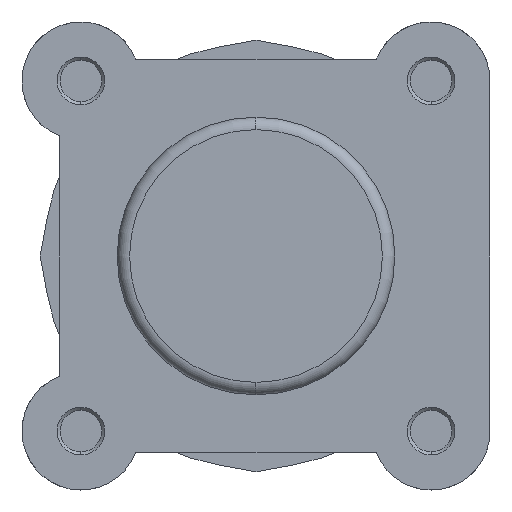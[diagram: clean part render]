
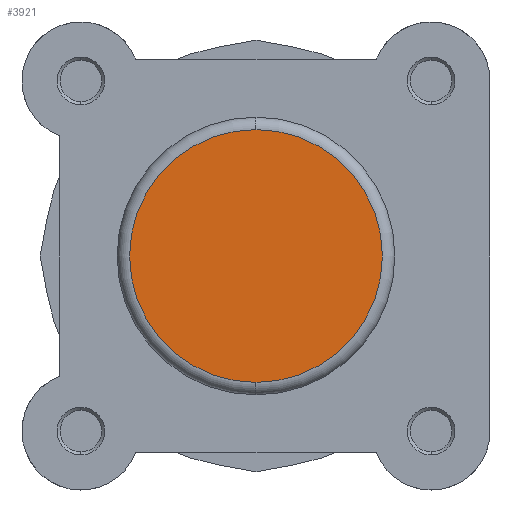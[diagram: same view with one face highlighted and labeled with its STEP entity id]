
A CAD part, left-side view. The second image highlights one B-rep face of the part: STEP entity #3921.
In plain terms, the highlighted planar face has unit normal (-1, 0, 0).
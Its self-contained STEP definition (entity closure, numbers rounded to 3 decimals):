
#32 = VERTEX_POINT ( 'NONE', #168 ) ;
#65 = VERTEX_POINT ( 'NONE', #201 ) ;
#168 = CARTESIAN_POINT ( 'NONE',  ( 0., 0., -20.4 ) ) ;
#201 = CARTESIAN_POINT ( 'NONE',  ( 0., 0., 20.4 ) ) ;
#749 = CARTESIAN_POINT ( 'NONE',  ( 0., 0., 0. ) ) ;
#750 = DIRECTION ( 'NONE',  ( -1., 0., 0. ) ) ;
#751 = DIRECTION ( 'NONE',  ( 0., 0., -1. ) ) ;
#885 = CARTESIAN_POINT ( 'NONE',  ( 0., 0., 0. ) ) ;
#892 = DIRECTION ( 'NONE',  ( -1., 0., 0. ) ) ;
#893 = DIRECTION ( 'NONE',  ( 0., 0., -1. ) ) ;
#1565 = EDGE_CURVE ( 'NONE', #65, #32, #4674, .T. ) ;
#1620 = EDGE_CURVE ( 'NONE', #32, #65, #4750, .T. ) ;
#1927 = AXIS2_PLACEMENT_3D ( 'NONE', #749, #750, #751 ) ;
#1957 = AXIS2_PLACEMENT_3D ( 'NONE', #885, #892, #893 ) ;
#2193 = AXIS2_PLACEMENT_3D ( 'NONE', #3349, #3352, #3353 ) ;
#2486 = EDGE_LOOP ( 'NONE', ( #5730, #5650 ) ) ;
#3349 = CARTESIAN_POINT ( 'NONE',  ( 0., 0., 0. ) ) ;
#3350 = PLANE ( 'NONE',  #2193 ) ;
#3352 = DIRECTION ( 'NONE',  ( 1., 0., 0. ) ) ;
#3353 = DIRECTION ( 'NONE',  ( 0., 0., -1. ) ) ;
#3921 = ADVANCED_FACE ( 'NONE', ( #5326 ), #3350, .F. ) ;
#4674 = CIRCLE ( 'NONE', #1927, 20.4 ) ;
#4750 = CIRCLE ( 'NONE', #1957, 20.4 ) ;
#5326 = FACE_OUTER_BOUND ( 'NONE', #2486, .T. ) ;
#5650 = ORIENTED_EDGE ( 'NONE', *, *, #1565, .T. ) ;
#5730 = ORIENTED_EDGE ( 'NONE', *, *, #1620, .T. ) ;
